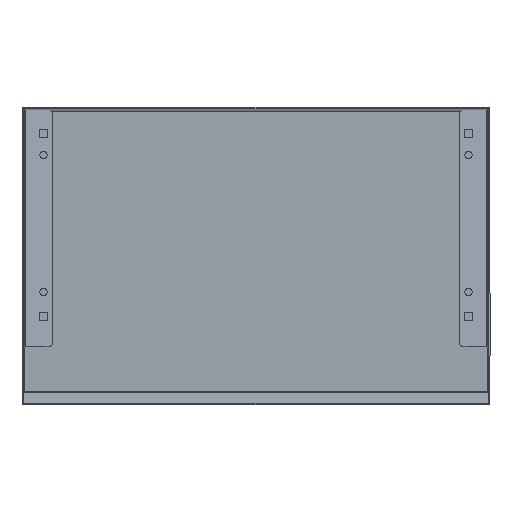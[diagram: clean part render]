
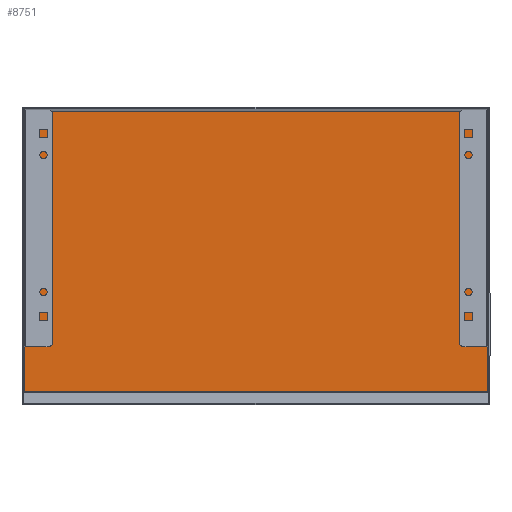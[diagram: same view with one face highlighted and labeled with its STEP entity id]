
A CAD part, front view. The second image highlights one B-rep face of the part: STEP entity #8751.
In plain terms, the highlighted planar face has unit normal (0, -1, 0).
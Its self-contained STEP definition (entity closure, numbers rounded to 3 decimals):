
#334 = ORIENTED_EDGE ( 'NONE', *, *, #5848, .F. ) ;
#505 = ORIENTED_EDGE ( 'NONE', *, *, #1286, .F. ) ;
#863 = VERTEX_POINT ( 'NONE', #4417 ) ;
#874 = VECTOR ( 'NONE', #2977, 1000. ) ;
#1021 = LINE ( 'NONE', #2935, #874 ) ;
#1286 = EDGE_CURVE ( 'NONE', #5064, #863, #9882, .T. ) ;
#1531 = LINE ( 'NONE', #6915, #1639 ) ;
#1639 = VECTOR ( 'NONE', #6987, 1000. ) ;
#1734 = CARTESIAN_POINT ( 'NONE',  ( -253.5, -1.5, 153.328 ) ) ;
#1933 = PLANE ( 'NONE',  #2681 ) ;
#2250 = LINE ( 'NONE', #6715, #3341 ) ;
#2681 = AXIS2_PLACEMENT_3D ( 'NONE', #4396, #7446, #2787 ) ;
#2787 = DIRECTION ( 'NONE',  ( 0., 0., 1. ) ) ;
#2935 = CARTESIAN_POINT ( 'NONE',  ( 253.5, -1.5, -153.456 ) ) ;
#2977 = DIRECTION ( 'NONE',  ( -1., 0., 0. ) ) ;
#3341 = VECTOR ( 'NONE', #6738, 1000. ) ;
#3361 = EDGE_LOOP ( 'NONE', ( #334, #9525, #505, #4453 ) ) ;
#4036 = EDGE_CURVE ( 'NONE', #7877, #5064, #1531, .T. ) ;
#4396 = CARTESIAN_POINT ( 'NONE',  ( 0., -1.5, 0. ) ) ;
#4417 = CARTESIAN_POINT ( 'NONE',  ( 253.5, -1.5, 153.328 ) ) ;
#4425 = CARTESIAN_POINT ( 'NONE',  ( -253.5, -1.5, 153.328 ) ) ;
#4453 = ORIENTED_EDGE ( 'NONE', *, *, #4036, .F. ) ;
#4624 = DIRECTION ( 'NONE',  ( 1., 0., 0. ) ) ;
#5064 = VERTEX_POINT ( 'NONE', #1734 ) ;
#5848 = EDGE_CURVE ( 'NONE', #8954, #7877, #1021, .T. ) ;
#6715 = CARTESIAN_POINT ( 'NONE',  ( 253.5, -1.5, 155.837 ) ) ;
#6738 = DIRECTION ( 'NONE',  ( 0., 0., -1. ) ) ;
#6784 = FACE_OUTER_BOUND ( 'NONE', #3361, .T. ) ;
#6915 = CARTESIAN_POINT ( 'NONE',  ( -253.5, -1.5, -156.238 ) ) ;
#6987 = DIRECTION ( 'NONE',  ( 0., 0., 1. ) ) ;
#7446 = DIRECTION ( 'NONE',  ( 0., 1., 0. ) ) ;
#7877 = VERTEX_POINT ( 'NONE', #9693 ) ;
#8751 = ADVANCED_FACE ( 'NONE', ( #6784 ), #1933, .F. ) ;
#8954 = VERTEX_POINT ( 'NONE', #9072 ) ;
#9072 = CARTESIAN_POINT ( 'NONE',  ( 253.5, -1.5, -153.456 ) ) ;
#9222 = EDGE_CURVE ( 'NONE', #863, #8954, #2250, .T. ) ;
#9525 = ORIENTED_EDGE ( 'NONE', *, *, #9222, .F. ) ;
#9693 = CARTESIAN_POINT ( 'NONE',  ( -253.5, -1.5, -153.456 ) ) ;
#9872 = VECTOR ( 'NONE', #4624, 1000. ) ;
#9882 = LINE ( 'NONE', #4425, #9872 ) ;
